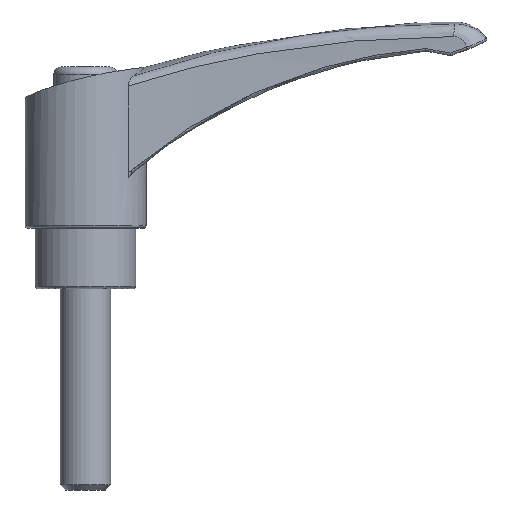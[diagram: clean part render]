
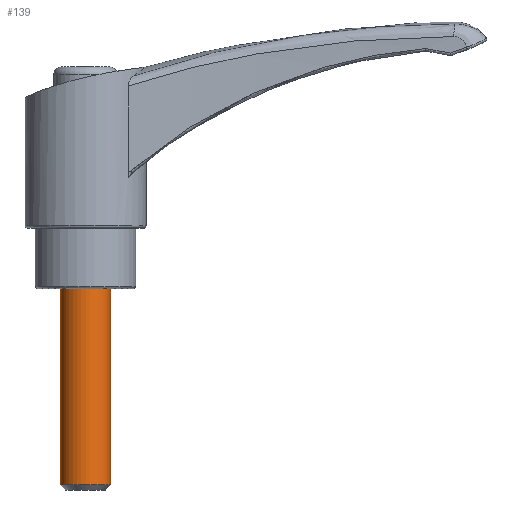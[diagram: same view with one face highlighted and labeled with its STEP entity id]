
A CAD part, front view. The second image highlights one B-rep face of the part: STEP entity #139.
In plain terms, the highlighted cylindrical face has radius 5 mm (diameter 10 mm), a full revolution.
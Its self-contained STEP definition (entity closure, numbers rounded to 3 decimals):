
#139 = ADVANCED_FACE( '', ( #309, #310 ), #311, .T. );
#309 = FACE_OUTER_BOUND( '', #2412, .T. );
#310 = FACE_OUTER_BOUND( '', #2413, .T. );
#311 = CYLINDRICAL_SURFACE( '', #2414, 5. );
#2412 = EDGE_LOOP( '', ( #3967 ) );
#2413 = EDGE_LOOP( '', ( #3968 ) );
#2414 = AXIS2_PLACEMENT_3D( '', #3969, #3970, #3971 );
#3967 = ORIENTED_EDGE( '', *, *, #4324, .T. );
#3968 = ORIENTED_EDGE( '', *, *, #4325, .T. );
#3969 = CARTESIAN_POINT( '', ( 0., 0., -52. ) );
#3970 = DIRECTION( '', ( 0., 0., -1. ) );
#3971 = DIRECTION( '', ( 1., 0., 0. ) );
#4324 = EDGE_CURVE( '', #4570, #4570, #4571, .F. );
#4325 = EDGE_CURVE( '', #4572, #4572, #4573, .T. );
#4570 = VERTEX_POINT( '', #6072 );
#4571 = CIRCLE( '', #6073, 5. );
#4572 = VERTEX_POINT( '', #6074 );
#4573 = CIRCLE( '', #6075, 5. );
#6072 = CARTESIAN_POINT( '', ( -5., 0., -51. ) );
#6073 = AXIS2_PLACEMENT_3D( '', #7006, #7007, #7008 );
#6074 = CARTESIAN_POINT( '', ( 0., 5., -12. ) );
#6075 = AXIS2_PLACEMENT_3D( '', #7009, #7010, #7011 );
#7006 = CARTESIAN_POINT( '', ( 0., 0., -51. ) );
#7007 = DIRECTION( '', ( 0., 0., -1. ) );
#7008 = DIRECTION( '', ( -1., 0., 0. ) );
#7009 = CARTESIAN_POINT( '', ( 0., 0., -12. ) );
#7010 = DIRECTION( '', ( 0., 0., -1. ) );
#7011 = DIRECTION( '', ( 0., 1., 0. ) );
